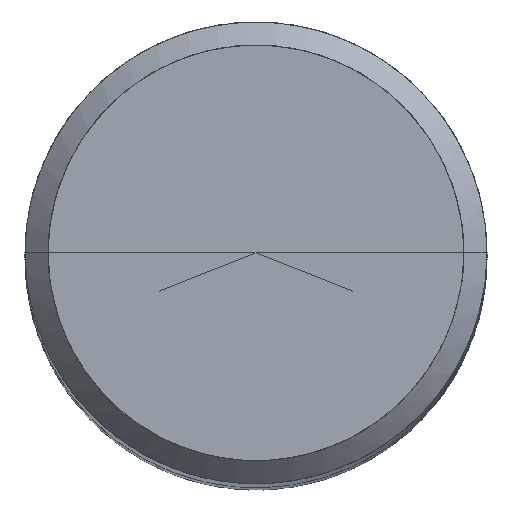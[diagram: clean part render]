
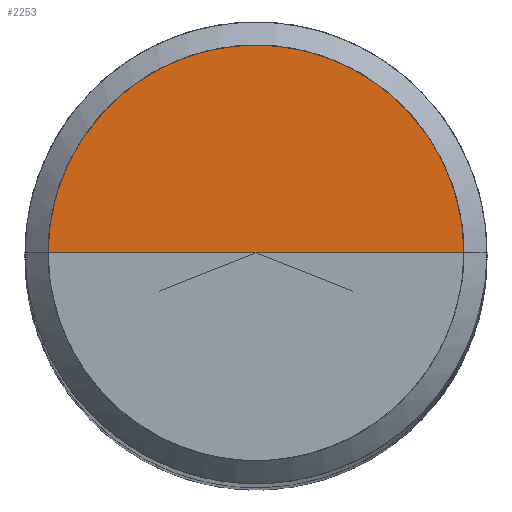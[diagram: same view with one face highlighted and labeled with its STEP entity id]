
A CAD part, top view. The second image highlights one B-rep face of the part: STEP entity #2253.
In plain terms, the highlighted free-form (B-spline) face has degree [1, 2] with [2, 5] control points.
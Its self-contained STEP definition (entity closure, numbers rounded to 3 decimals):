
#2033=CARTESIAN_POINT('',(9.0,0.0,90.0));
#2034=CARTESIAN_POINT('',(9.0,9.0,90.0));
#2035=CARTESIAN_POINT('',(0.0,9.0,90.0));
#2036=CARTESIAN_POINT('',(-9.0,9.0,90.0));
#2037=CARTESIAN_POINT('',(-9.0,0.0,90.0));
#2038=CARTESIAN_POINT('',(0.0,0.0,90.0));
#2238=(
BOUNDED_SURFACE()
B_SPLINE_SURFACE(1,2,(
(#2033,#2034,#2035,#2036,#2037),
(#2038,#2038,#2038,#2038,#2038)
), .UNSPECIFIED.,.F.,.F.,.F.)
B_SPLINE_SURFACE_WITH_KNOTS((2,2),(3,2,3),(
0.0,1.0),(
0.0,0.5,1.0), .UNSPECIFIED.)
GEOMETRIC_REPRESENTATION_ITEM()
RATIONAL_B_SPLINE_SURFACE(((1.0,0.707,1.0,0.707,1.0),
(1.0,0.707,1.0,0.707,1.0)
))
REPRESENTATION_ITEM('')
SURFACE()
);
#2239=(
BOUNDED_CURVE()
B_SPLINE_CURVE(2,(#2037,#2036,#2035,#2034,#2033),.UNSPECIFIED.,.F.,.F.)
B_SPLINE_CURVE_WITH_KNOTS((3,2,3),
(0.0,0.5,1.0),.UNSPECIFIED.)
CURVE()
GEOMETRIC_REPRESENTATION_ITEM()
RATIONAL_B_SPLINE_CURVE((1.0,0.707,1.0,0.707,1.0))
REPRESENTATION_ITEM('')
);
#2240=(
BOUNDED_CURVE()
B_SPLINE_CURVE(1,(#2033,#2038),.UNSPECIFIED.,.F.,.F.)
B_SPLINE_CURVE_WITH_KNOTS((2,2),
(0.0,1.0),.UNSPECIFIED.)
CURVE()
GEOMETRIC_REPRESENTATION_ITEM()
RATIONAL_B_SPLINE_CURVE((1.0,1.0))
REPRESENTATION_ITEM('')
);
#2241=(
BOUNDED_CURVE()
B_SPLINE_CURVE(1,(#2038,#2037),.UNSPECIFIED.,.F.,.F.)
B_SPLINE_CURVE_WITH_KNOTS((2,2),
(0.0,1.0),.UNSPECIFIED.)
CURVE()
GEOMETRIC_REPRESENTATION_ITEM()
RATIONAL_B_SPLINE_CURVE((1.0,1.0))
REPRESENTATION_ITEM('')
);
#2242=VERTEX_POINT('',#2033);
#2243=VERTEX_POINT('',#2037);
#2244=VERTEX_POINT('',#2038);
#2245=EDGE_CURVE('',#2243,#2242,#2239,.T.);
#2246=EDGE_CURVE('',#2242,#2244,#2240,.T.);
#2247=EDGE_CURVE('',#2244,#2243,#2241,.T.);
#2248=ORIENTED_EDGE('',*,*,#2245,.T.);
#2249=ORIENTED_EDGE('',*,*,#2246,.T.);
#2250=ORIENTED_EDGE('',*,*,#2247,.T.);
#2251=EDGE_LOOP('',(#2248,#2249,#2250));
#2252=FACE_OUTER_BOUND('',#2251,.T.);
#2253=ADVANCED_FACE('',(#2252),#2238,.T.);
